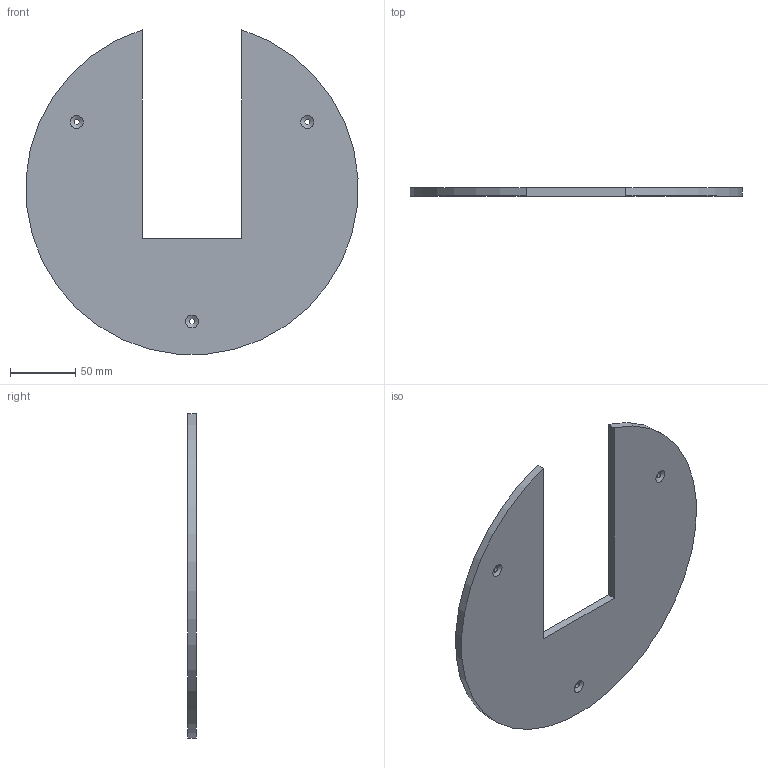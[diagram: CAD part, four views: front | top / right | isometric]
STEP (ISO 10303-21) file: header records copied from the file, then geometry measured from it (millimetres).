
FILE_DESCRIPTION(/* description */ (''),/* implementation_level */ '2;1');
FILE_NAME(/* name */ 'FIN_TOUCHPLATE_BOTTOM_1_1.stp',/* time_stamp */ '2017-01-08T12:16:28-05:00',/* author */ ('jeff1'),/* organization */ (''),/* preprocessor_version */ 'ST-DEVELOPER v16.5',/* originating_system */ 'Autodesk Inventor 2017',/* authorisation */ '');
FILE_SCHEMA (('AUTOMOTIVE_DESIGN { 1 0 10303 214 3 1 1 }'));
Length unit declared in the file: inch
Products named in the file (1): FIN_TOUCHPLATE_BOTTOM_1_1
Bounding box: 253.5 x 6.35 x 247.68 mm (x, y, z)
Volume: 242413.8 mm3; surface area: 83688.7 mm2
Topology: 1 solids, 1 shells, 12 faces, 32 edges, 22 vertices
Faces by surface type: plane 5, cylinder 4, cone 3
Full cylindrical faces by diameter (mm): 4.166 x3
Entity records: 352 total; most frequent: DIRECTION 58, CARTESIAN_POINT 51, ORIENTED_EDGE 42, EDGE_LOOP 24, AXIS2_PLACEMENT_3D 24, EDGE_CURVE 21, VERTEX_POINT 17, FACE_BOUND 12
